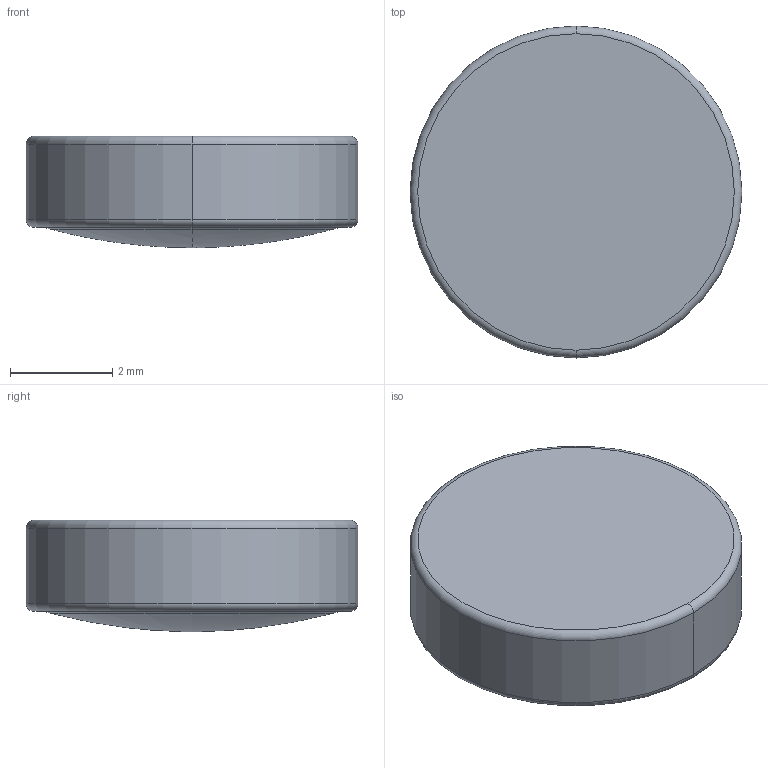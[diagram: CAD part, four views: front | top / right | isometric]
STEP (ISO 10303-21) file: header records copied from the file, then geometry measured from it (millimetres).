
FILE_DESCRIPTION (( 'STEP AP203' ), '1' );
FILE_NAME ('40000236A.STEP', '2020-01-14T15:26:39', ( '' ), ( '' ), 'SwSTEP 2.0', 'SolidWorks 2015', '' );
FILE_SCHEMA (( 'CONFIG_CONTROL_DESIGN' ));
Length unit declared in the file: millimetre
Products named in the file (1): 40000236A
Bounding box: 6.5 x 6.5 x 2.18 mm (x, y, z)
Volume: 64.2 mm3; surface area: 100.6 mm2
Topology: 1 solids, 1 shells, 14 faces, 28 edges, 15 vertices
Faces by surface type: torus 8, bspline 2, cylinder 2, plane 2
Entity records: 777 total; most frequent: CARTESIAN_POINT 412, DIRECTION 72, ORIENTED_EDGE 52, AXIS2_PLACEMENT_3D 35, EDGE_CURVE 26, CIRCLE 22, EDGE_LOOP 15, VERTEX_POINT 15
